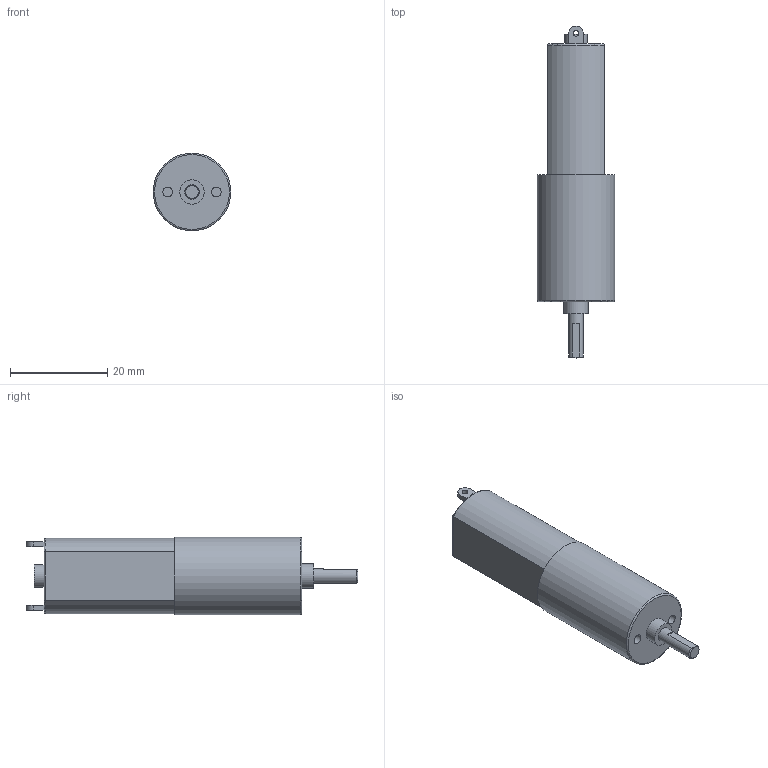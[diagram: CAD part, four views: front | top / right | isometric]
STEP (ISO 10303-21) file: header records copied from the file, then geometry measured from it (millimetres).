
FILE_DESCRIPTION((''),'2;1');
FILE_NAME('K16-1627 SERIES.stp','2015-02-26T17:43:17',('AHN'),(''),'Autodesk Inventor 2012','Autodesk Inventor 2012','');
FILE_SCHEMA(('CONFIG_CONTROL_DESIGN'));
Length unit declared in the file: millimetre
Products named in the file (1): K16-1627
Bounding box: 16 x 68.3 x 16 mm (x, y, z)
Volume: 9782.7 mm3; surface area: 3210.3 mm2
Topology: 1 solids, 1 shells, 38 faces, 78 edges, 50 vertices
Faces by surface type: plane 20, cylinder 14, torus 3, cone 1
Full cylindrical faces by diameter (mm): 1.2 x2, 2 x2, 3 x1, 4.7 x1, 5 x1, 16 x1
Entity records: 1025 total; most frequent: CARTESIAN_POINT 212, DIRECTION 169, ORIENTED_EDGE 136, AXIS2_PLACEMENT_3D 68, EDGE_CURVE 68, EDGE_LOOP 59, VERTEX_POINT 49, FACE_OUTER_BOUND 38
